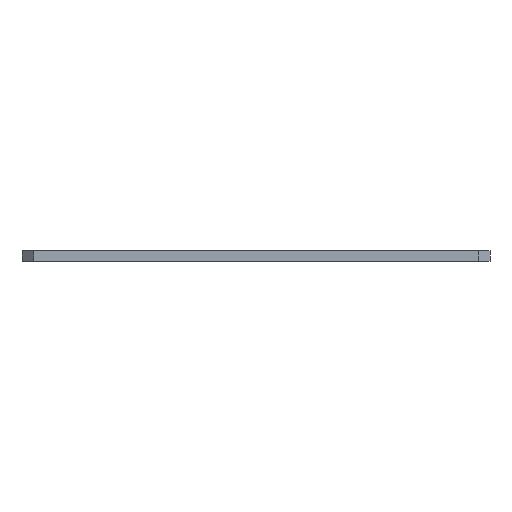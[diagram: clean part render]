
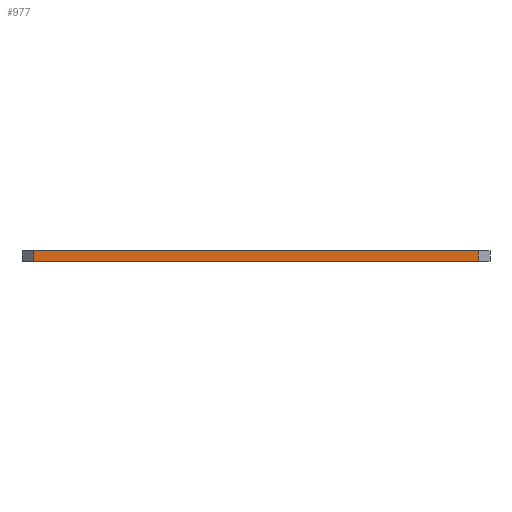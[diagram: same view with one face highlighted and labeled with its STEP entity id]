
A CAD part, front view. The second image highlights one B-rep face of the part: STEP entity #977.
In plain terms, the highlighted planar face has unit normal (0, -1, 0).
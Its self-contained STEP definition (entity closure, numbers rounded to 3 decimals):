
#41=PLANE('',#1088);
#90=FACE_OUTER_BOUND('',#139,.T.);
#139=EDGE_LOOP('',(#779,#780,#781,#782));
#226=LINE('',#1609,#319);
#227=LINE('',#1612,#320);
#228=LINE('',#1614,#321);
#229=LINE('',#1615,#322);
#319=VECTOR('',#1331,10.);
#320=VECTOR('',#1334,10.);
#321=VECTOR('',#1335,10.);
#322=VECTOR('',#1336,10.);
#472=VERTEX_POINT('',#1605);
#473=VERTEX_POINT('',#1607);
#474=VERTEX_POINT('',#1611);
#475=VERTEX_POINT('',#1613);
#602=EDGE_CURVE('',#472,#473,#226,.T.);
#603=EDGE_CURVE('',#474,#472,#227,.F.);
#604=EDGE_CURVE('',#475,#473,#228,.T.);
#605=EDGE_CURVE('',#474,#475,#229,.T.);
#779=ORIENTED_EDGE('',*,*,#603,.T.);
#780=ORIENTED_EDGE('',*,*,#602,.T.);
#781=ORIENTED_EDGE('',*,*,#604,.F.);
#782=ORIENTED_EDGE('',*,*,#605,.F.);
#977=ADVANCED_FACE('',(#90),#41,.T.);
#1088=AXIS2_PLACEMENT_3D('',#1610,#1332,#1333);
#1331=DIRECTION('',(0.,0.,1.));
#1332=DIRECTION('center_axis',(0.,-1.,0.));
#1333=DIRECTION('ref_axis',(1.,0.,0.));
#1334=DIRECTION('',(-1.,0.,0.));
#1335=DIRECTION('',(1.,0.,0.));
#1336=DIRECTION('',(0.,0.,1.));
#1605=CARTESIAN_POINT('',(26.75,-80.75,36.));
#1607=CARTESIAN_POINT('',(26.75,-80.75,37.75));
#1609=CARTESIAN_POINT('',(26.75,-80.75,36.));
#1610=CARTESIAN_POINT('Origin',(-48.75,-80.75,36.));
#1611=CARTESIAN_POINT('',(-48.75,-80.75,36.));
#1612=CARTESIAN_POINT('',(-30.5,-80.75,36.));
#1613=CARTESIAN_POINT('',(-48.75,-80.75,37.75));
#1614=CARTESIAN_POINT('',(-30.5,-80.75,37.75));
#1615=CARTESIAN_POINT('',(-48.75,-80.75,36.));
